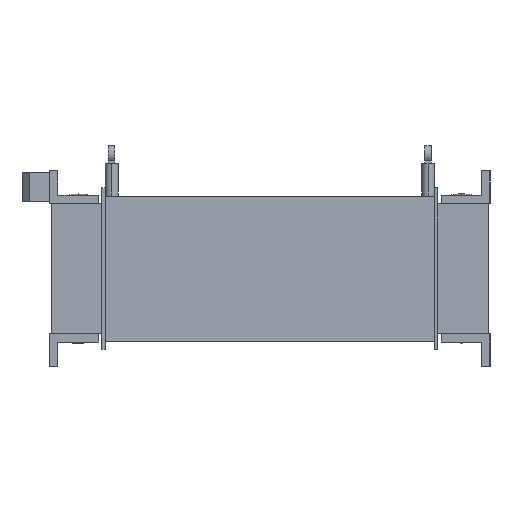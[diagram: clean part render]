
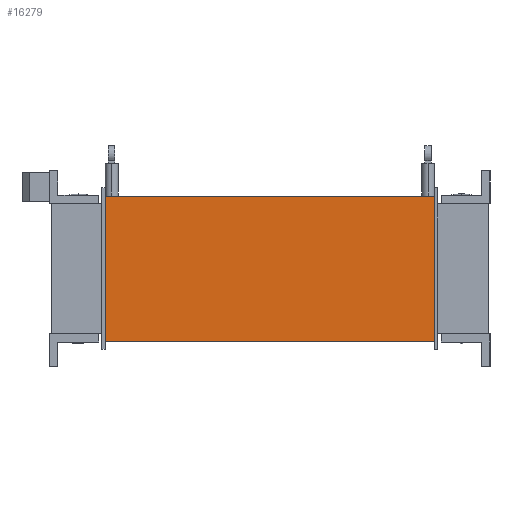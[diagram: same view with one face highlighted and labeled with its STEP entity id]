
A CAD part, left-side view. The second image highlights one B-rep face of the part: STEP entity #16279.
In plain terms, the highlighted planar face has unit normal (-1, 0, 0).
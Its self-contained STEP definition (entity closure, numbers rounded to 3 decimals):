
#16156=DIRECTION('',(0.,0.,1.));
#16157=VECTOR('',#16156,89.);
#16158=CARTESIAN_POINT('',(-144.5,236.,-44.5));
#16159=LINE('',#16158,#16157);
#16163=DIRECTION('',(0.,-1.,0.));
#16164=VECTOR('',#16163,202.);
#16165=CARTESIAN_POINT('',(-144.5,236.,44.5));
#16166=LINE('',#16165,#16164);
#16184=DIRECTION('',(0.,0.,1.));
#16185=VECTOR('',#16184,89.);
#16186=CARTESIAN_POINT('',(-144.5,34.,-44.5));
#16187=LINE('',#16186,#16185);
#16212=DIRECTION('',(0.,-1.,0.));
#16213=VECTOR('',#16212,202.);
#16214=CARTESIAN_POINT('',(-144.5,236.,-44.5));
#16215=LINE('',#16214,#16213);
#16219=CARTESIAN_POINT('',(-144.5,236.,44.5));
#16221=VERTEX_POINT('',#16219);
#16225=CARTESIAN_POINT('',(-144.5,34.,44.5));
#16226=VERTEX_POINT('',#16225);
#16227=CARTESIAN_POINT('',(-144.5,236.,-44.5));
#16228=VERTEX_POINT('',#16227);
#16231=CARTESIAN_POINT('',(-144.5,34.,-44.5));
#16232=VERTEX_POINT('',#16231);
#16266=CARTESIAN_POINT('',(-144.5,34.,-44.5));
#16267=DIRECTION('',(-1.,0.,0.));
#16268=DIRECTION('',(0.,0.,1.));
#16269=AXIS2_PLACEMENT_3D('',#16266,#16267,#16268);
#16270=PLANE('',#16269);
#16272=ORIENTED_EDGE('',*,*,#16271,.F.);
#16274=ORIENTED_EDGE('',*,*,#16273,.F.);
#16275=ORIENTED_EDGE('',*,*,#16257,.T.);
#16276=ORIENTED_EDGE('',*,*,#16246,.T.);
#16277=EDGE_LOOP('',(#16272,#16274,#16275,#16276));
#16278=FACE_OUTER_BOUND('',#16277,.F.);
#16246=EDGE_CURVE('',#16221,#16226,#16166,.T.);
#16257=EDGE_CURVE('',#16228,#16221,#16159,.T.);
#16271=EDGE_CURVE('',#16232,#16226,#16187,.T.);
#16273=EDGE_CURVE('',#16228,#16232,#16215,.T.);
#16279=ADVANCED_FACE('',(#16278),#16270,.T.);
